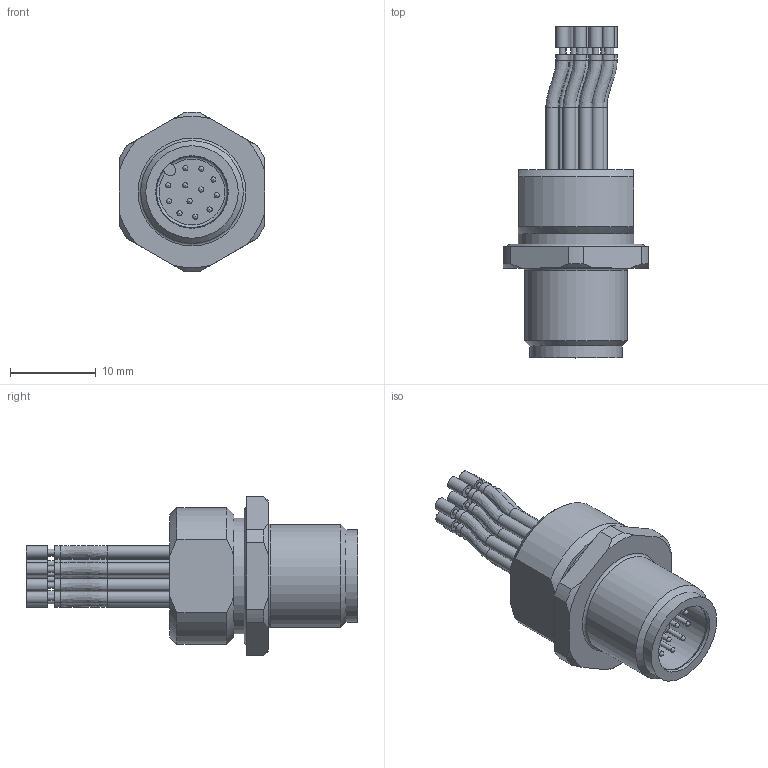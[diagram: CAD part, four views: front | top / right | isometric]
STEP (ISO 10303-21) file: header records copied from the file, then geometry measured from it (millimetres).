
FILE_DESCRIPTION(/* description */ (''),/* implementation_level */ '2;1');
FILE_NAME(/* name */ 'AL-FVM12SUA12-m_M16.stp',/* time_stamp */ '2016-11-17T09:21:51+01:00',/* author */ (''),/* organization */ (''),/* preprocessor_version */ 'ST-DEVELOPER v16',/* originating_system */ 'SIEMENS PLM Software NX 10.0',/* authorisation */ '');
FILE_SCHEMA (('AUTOMOTIVE_DESIGN { 1 0 10303 214 3 1 1 1 }'));
Length unit declared in the file: millimetre
Products named in the file (1): AL-FVM12SUA12-m_M16
Bounding box: 17 x 38.8 x 18.69 mm (x, y, z)
Volume: 3267.5 mm3; surface area: 2902.3 mm2
Topology: 1 solids, 1 shells, 168 faces, 386 edges, 260 vertices
Faces by surface type: cylinder 74, plane 54, cone 13, sphere 12, bspline 12, torus 3
Full cylindrical faces by diameter (mm): 0.6 x12, 0.7 x12, 1.5 x36, 8.4 x1, 10.8 x1, 12 x1, 13.5 x1
Entity records: 4450 total; most frequent: CARTESIAN_POINT 1342, DIRECTION 684, ORIENTED_EDGE 456, AXIS2_PLACEMENT_3D 321, EDGE_LOOP 301, FACE_BOUND 244, EDGE_CURVE 228, VERTEX_POINT 195
